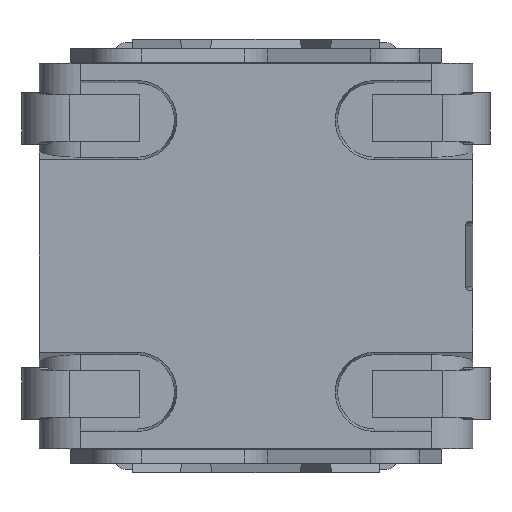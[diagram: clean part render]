
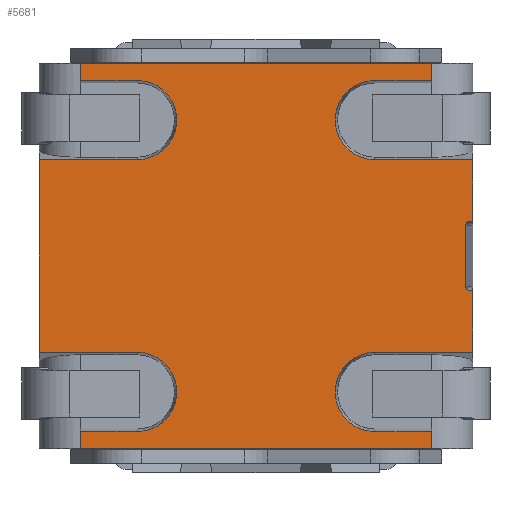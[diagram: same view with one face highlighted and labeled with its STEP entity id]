
A CAD part, front view. The second image highlights one B-rep face of the part: STEP entity #5681.
In plain terms, the highlighted planar face has unit normal (0, -1, 0).
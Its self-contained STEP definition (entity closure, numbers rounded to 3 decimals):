
#50=DIRECTION('',(-1.,0.,0.));
#51=VECTOR('',#50,0.05);
#52=CARTESIAN_POINT('',(3.15,-1.24,0.5));
#53=LINE('',#52,#51);
#54=DIRECTION('',(0.,0.,-1.));
#55=VECTOR('',#54,0.9);
#56=CARTESIAN_POINT('',(3.05,-1.24,0.45));
#57=LINE('',#56,#55);
#58=DIRECTION('',(1.,0.,0.));
#59=VECTOR('',#58,0.05);
#60=CARTESIAN_POINT('',(3.1,-1.24,-0.5));
#61=LINE('',#60,#59);
#62=DIRECTION('',(0.,0.,1.));
#63=VECTOR('',#62,0.9);
#64=CARTESIAN_POINT('',(3.15,-1.24,-1.4));
#65=LINE('',#64,#63);
#66=DIRECTION('',(-1.,0.,0.));
#67=VECTOR('',#66,1.425);
#68=CARTESIAN_POINT('',(3.15,-1.24,-1.4));
#69=LINE('',#68,#67);
#70=CARTESIAN_POINT('',(1.725,-1.24,-1.975));
#71=DIRECTION('',(0.,-1.,0.));
#72=DIRECTION('',(0.,0.,1.));
#73=AXIS2_PLACEMENT_3D('',#70,#71,#72);
#75=DIRECTION('',(1.,0.,0.));
#76=VECTOR('',#75,0.825);
#77=CARTESIAN_POINT('',(1.725,-1.24,-2.55));
#78=LINE('',#77,#76);
#79=DIRECTION('',(0.,0.,1.));
#80=VECTOR('',#79,0.25);
#81=CARTESIAN_POINT('',(2.55,-1.24,-2.8));
#82=LINE('',#81,#80);
#83=DIRECTION('',(0.,0.,1.));
#84=VECTOR('',#83,0.25);
#85=CARTESIAN_POINT('',(-2.55,-1.24,-2.8));
#86=LINE('',#85,#84);
#87=DIRECTION('',(1.,0.,0.));
#88=VECTOR('',#87,0.825);
#89=CARTESIAN_POINT('',(-2.55,-1.24,-2.55));
#90=LINE('',#89,#88);
#91=CARTESIAN_POINT('',(-1.725,-1.24,-1.975));
#92=DIRECTION('',(0.,-1.,0.));
#93=DIRECTION('',(0.,0.,-1.));
#94=AXIS2_PLACEMENT_3D('',#91,#92,#93);
#96=DIRECTION('',(1.,0.,0.));
#97=VECTOR('',#96,1.425);
#98=CARTESIAN_POINT('',(-3.15,-1.24,-1.4));
#99=LINE('',#98,#97);
#100=DIRECTION('',(0.,0.,-1.));
#101=VECTOR('',#100,2.8);
#102=CARTESIAN_POINT('',(-3.15,-1.24,1.4));
#103=LINE('',#102,#101);
#104=DIRECTION('',(1.,0.,0.));
#105=VECTOR('',#104,1.425);
#106=CARTESIAN_POINT('',(-3.15,-1.24,1.4));
#107=LINE('',#106,#105);
#108=CARTESIAN_POINT('',(-1.725,-1.24,1.975));
#109=DIRECTION('',(0.,-1.,0.));
#110=DIRECTION('',(0.,0.,-1.));
#111=AXIS2_PLACEMENT_3D('',#108,#109,#110);
#113=DIRECTION('',(-1.,0.,0.));
#114=VECTOR('',#113,0.825);
#115=CARTESIAN_POINT('',(-1.725,-1.24,2.55));
#116=LINE('',#115,#114);
#117=DIRECTION('',(0.,0.,-1.));
#118=VECTOR('',#117,0.25);
#119=CARTESIAN_POINT('',(-2.55,-1.24,2.8));
#120=LINE('',#119,#118);
#121=DIRECTION('',(0.,0.,-1.));
#122=VECTOR('',#121,0.25);
#123=CARTESIAN_POINT('',(2.55,-1.24,2.8));
#124=LINE('',#123,#122);
#125=DIRECTION('',(-1.,0.,0.));
#126=VECTOR('',#125,0.825);
#127=CARTESIAN_POINT('',(2.55,-1.24,2.55));
#128=LINE('',#127,#126);
#129=CARTESIAN_POINT('',(1.725,-1.24,1.975));
#130=DIRECTION('',(0.,-1.,0.));
#131=DIRECTION('',(0.,0.,1.));
#132=AXIS2_PLACEMENT_3D('',#129,#130,#131);
#134=DIRECTION('',(-1.,0.,0.));
#135=VECTOR('',#134,1.425);
#136=CARTESIAN_POINT('',(3.15,-1.24,1.4));
#137=LINE('',#136,#135);
#138=DIRECTION('',(0.,0.,1.));
#139=VECTOR('',#138,0.9);
#140=CARTESIAN_POINT('',(3.15,-1.24,0.5));
#141=LINE('',#140,#139);
#167=CARTESIAN_POINT('',(3.05,-1.24,0.45));
#168=CARTESIAN_POINT('',(3.05,-1.24,0.467));
#169=CARTESIAN_POINT('',(3.063,-1.24,0.487));
#170=CARTESIAN_POINT('',(3.083,-1.24,0.5));
#171=CARTESIAN_POINT('',(3.1,-1.24,0.5));
#491=DIRECTION('',(-1.,0.,0.));
#492=VECTOR('',#491,5.1);
#493=CARTESIAN_POINT('',(2.55,-1.24,2.8));
#494=LINE('',#493,#492);
#1156=DIRECTION('',(1.,0.,0.));
#1157=VECTOR('',#1156,5.1);
#1158=CARTESIAN_POINT('',(-2.55,-1.24,-2.8));
#1159=LINE('',#1158,#1157);
#4351=CARTESIAN_POINT('',(3.1,-1.24,-0.5));
#4352=CARTESIAN_POINT('',(3.083,-1.24,-0.5));
#4353=CARTESIAN_POINT('',(3.063,-1.24,-0.487));
#4354=CARTESIAN_POINT('',(3.05,-1.24,-0.467));
#4355=CARTESIAN_POINT('',(3.05,-1.24,-0.45));
#4593=CARTESIAN_POINT('',(-3.15,-1.24,1.4));
#4594=CARTESIAN_POINT('',(-3.15,-1.24,-1.4));
#4595=VERTEX_POINT('',#4593);
#4596=VERTEX_POINT('',#4594);
#4597=CARTESIAN_POINT('',(3.15,-1.24,-1.4));
#4598=CARTESIAN_POINT('',(1.725,-1.24,-1.4));
#4599=VERTEX_POINT('',#4597);
#4600=VERTEX_POINT('',#4598);
#4601=CARTESIAN_POINT('',(-1.725,-1.24,-1.4));
#4602=VERTEX_POINT('',#4601);
#4603=CARTESIAN_POINT('',(3.15,-1.24,1.4));
#4604=CARTESIAN_POINT('',(1.725,-1.24,1.4));
#4605=VERTEX_POINT('',#4603);
#4606=VERTEX_POINT('',#4604);
#4607=CARTESIAN_POINT('',(-1.725,-1.24,1.4));
#4608=VERTEX_POINT('',#4607);
#4615=CARTESIAN_POINT('',(-1.725,-1.24,2.55));
#4617=VERTEX_POINT('',#4615);
#4619=CARTESIAN_POINT('',(1.725,-1.24,2.55));
#4621=VERTEX_POINT('',#4619);
#4625=CARTESIAN_POINT('',(-1.725,-1.24,-2.55));
#4627=VERTEX_POINT('',#4625);
#4633=CARTESIAN_POINT('',(1.725,-1.24,-2.55));
#4635=VERTEX_POINT('',#4633);
#4637=CARTESIAN_POINT('',(2.55,-1.24,2.55));
#4638=VERTEX_POINT('',#4637);
#4639=CARTESIAN_POINT('',(-2.55,-1.24,2.55));
#4640=VERTEX_POINT('',#4639);
#4645=CARTESIAN_POINT('',(2.55,-1.24,2.8));
#4646=CARTESIAN_POINT('',(-2.55,-1.24,2.8));
#4647=VERTEX_POINT('',#4645);
#4648=VERTEX_POINT('',#4646);
#4649=CARTESIAN_POINT('',(-2.55,-1.24,-2.8));
#4650=CARTESIAN_POINT('',(2.55,-1.24,-2.8));
#4651=VERTEX_POINT('',#4649);
#4652=VERTEX_POINT('',#4650);
#4685=CARTESIAN_POINT('',(3.1,-1.24,-0.5));
#4686=VERTEX_POINT('',#4685);
#4687=CARTESIAN_POINT('',(3.05,-1.24,-0.45));
#4688=VERTEX_POINT('',#4687);
#4689=CARTESIAN_POINT('',(3.1,-1.24,0.5));
#4690=VERTEX_POINT('',#4689);
#4691=CARTESIAN_POINT('',(3.05,-1.24,0.45));
#4692=VERTEX_POINT('',#4691);
#4693=CARTESIAN_POINT('',(3.15,-1.24,-0.5));
#4694=VERTEX_POINT('',#4693);
#4695=CARTESIAN_POINT('',(3.15,-1.24,0.5));
#4696=VERTEX_POINT('',#4695);
#4737=CARTESIAN_POINT('',(-2.55,-1.24,-2.55));
#4738=VERTEX_POINT('',#4737);
#4739=CARTESIAN_POINT('',(2.55,-1.24,-2.55));
#4740=VERTEX_POINT('',#4739);
#5623=CARTESIAN_POINT('',(0.,-1.24,0.));
#5624=DIRECTION('',(0.,-1.,0.));
#5625=DIRECTION('',(1.,0.,0.));
#5626=AXIS2_PLACEMENT_3D('',#5623,#5624,#5625);
#5627=PLANE('',#5626);
#5629=ORIENTED_EDGE('',*,*,#5628,.T.);
#5631=ORIENTED_EDGE('',*,*,#5630,.F.);
#5633=ORIENTED_EDGE('',*,*,#5632,.T.);
#5635=ORIENTED_EDGE('',*,*,#5634,.F.);
#5637=ORIENTED_EDGE('',*,*,#5636,.T.);
#5639=ORIENTED_EDGE('',*,*,#5638,.F.);
#5641=ORIENTED_EDGE('',*,*,#5640,.T.);
#5643=ORIENTED_EDGE('',*,*,#5642,.T.);
#5644=ORIENTED_EDGE('',*,*,#5606,.T.);
#5646=ORIENTED_EDGE('',*,*,#5645,.F.);
#5648=ORIENTED_EDGE('',*,*,#5647,.F.);
#5650=ORIENTED_EDGE('',*,*,#5649,.T.);
#5652=ORIENTED_EDGE('',*,*,#5651,.T.);
#5654=ORIENTED_EDGE('',*,*,#5653,.T.);
#5656=ORIENTED_EDGE('',*,*,#5655,.F.);
#5658=ORIENTED_EDGE('',*,*,#5657,.F.);
#5660=ORIENTED_EDGE('',*,*,#5659,.T.);
#5662=ORIENTED_EDGE('',*,*,#5661,.T.);
#5664=ORIENTED_EDGE('',*,*,#5663,.T.);
#5666=ORIENTED_EDGE('',*,*,#5665,.F.);
#5668=ORIENTED_EDGE('',*,*,#5667,.F.);
#5670=ORIENTED_EDGE('',*,*,#5669,.T.);
#5672=ORIENTED_EDGE('',*,*,#5671,.T.);
#5674=ORIENTED_EDGE('',*,*,#5673,.T.);
#5676=ORIENTED_EDGE('',*,*,#5675,.F.);
#5678=ORIENTED_EDGE('',*,*,#5677,.F.);
#5679=EDGE_LOOP('',(#5629,#5631,#5633,#5635,#5637,#5639,#5641,#5643,#5644,#5646,
#5648,#5650,#5652,#5654,#5656,#5658,#5660,#5662,#5664,#5666,#5668,#5670,#5672,
#5674,#5676,#5678));
#5680=FACE_OUTER_BOUND('',#5679,.F.);
#5681=ADVANCED_FACE('',(#5680),#5627,.T.);
#74=CIRCLE('',#73,0.575);
#95=CIRCLE('',#94,0.575);
#112=CIRCLE('',#111,0.575);
#133=CIRCLE('',#132,0.575);
#172=B_SPLINE_CURVE_WITH_KNOTS('',3,(#167,#168,#169,#170,#171),.UNSPECIFIED.,
.F.,.F.,(4,1,4),(0.,0.5,1.),.UNSPECIFIED.);
#4356=B_SPLINE_CURVE_WITH_KNOTS('',3,(#4351,#4352,#4353,#4354,#4355),
.UNSPECIFIED.,.F.,.F.,(4,1,4),(0.,0.5,1.),.UNSPECIFIED.);
#5606=EDGE_CURVE('',#4635,#4740,#78,.T.);
#5628=EDGE_CURVE('',#4696,#4690,#53,.T.);
#5630=EDGE_CURVE('',#4692,#4690,#172,.T.);
#5632=EDGE_CURVE('',#4692,#4688,#57,.T.);
#5634=EDGE_CURVE('',#4686,#4688,#4356,.T.);
#5636=EDGE_CURVE('',#4686,#4694,#61,.T.);
#5638=EDGE_CURVE('',#4599,#4694,#65,.T.);
#5640=EDGE_CURVE('',#4599,#4600,#69,.T.);
#5642=EDGE_CURVE('',#4600,#4635,#74,.T.);
#5645=EDGE_CURVE('',#4652,#4740,#82,.T.);
#5647=EDGE_CURVE('',#4651,#4652,#1159,.T.);
#5649=EDGE_CURVE('',#4651,#4738,#86,.T.);
#5651=EDGE_CURVE('',#4738,#4627,#90,.T.);
#5653=EDGE_CURVE('',#4627,#4602,#95,.T.);
#5655=EDGE_CURVE('',#4596,#4602,#99,.T.);
#5657=EDGE_CURVE('',#4595,#4596,#103,.T.);
#5659=EDGE_CURVE('',#4595,#4608,#107,.T.);
#5661=EDGE_CURVE('',#4608,#4617,#112,.T.);
#5663=EDGE_CURVE('',#4617,#4640,#116,.T.);
#5665=EDGE_CURVE('',#4648,#4640,#120,.T.);
#5667=EDGE_CURVE('',#4647,#4648,#494,.T.);
#5669=EDGE_CURVE('',#4647,#4638,#124,.T.);
#5671=EDGE_CURVE('',#4638,#4621,#128,.T.);
#5673=EDGE_CURVE('',#4621,#4606,#133,.T.);
#5675=EDGE_CURVE('',#4605,#4606,#137,.T.);
#5677=EDGE_CURVE('',#4696,#4605,#141,.T.);
